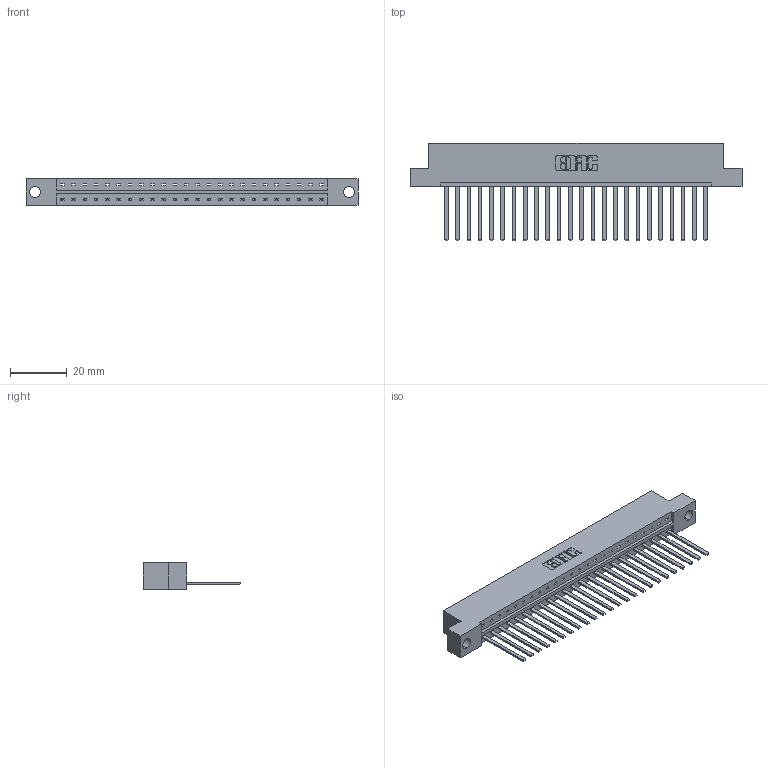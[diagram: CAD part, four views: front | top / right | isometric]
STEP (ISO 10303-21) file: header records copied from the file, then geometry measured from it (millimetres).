
FILE_DESCRIPTION (( 'STEP AP203' ), '1' );
FILE_NAME ('333-024-544-104.STEP', '2018-08-02T11:27:32', ( '' ), ( '' ), 'SwSTEP 2.0', 'SolidWorks 2016', '' );
FILE_SCHEMA (( 'CONFIG_CONTROL_DESIGN' ));
Length unit declared in the file: inch
Products named in the file (3): 333 Part_Flush - .156 Dia - TH; 345-292-001_345-293-144; 333-024-544-104
Assembly tree (25 placements, depth 2):
  333-024-544-104
    333 Part_Flush - .156 Dia - TH
    345-292-001_345-293-144  x24
Bounding box: 116.64 x 34.3 x 9.4 mm (x, y, z)
Volume: 11772.2 mm3; surface area: 13318.7 mm2
Topology: 25 solids, 25 shells, 1362 faces, 4103 edges, 2702 vertices
Faces by surface type: plane 982, cylinder 380
Entity records: 16819 total; most frequent: CARTESIAN_POINT 2910, ORIENTED_EDGE 2870, DIRECTION 2487, EDGE_CURVE 1435, VECTOR 1311, LINE 1311, VERTEX_POINT 954, AXIS2_PLACEMENT_3D 588
